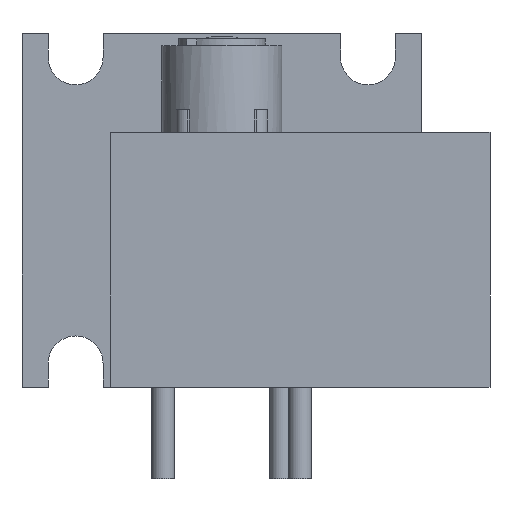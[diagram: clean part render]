
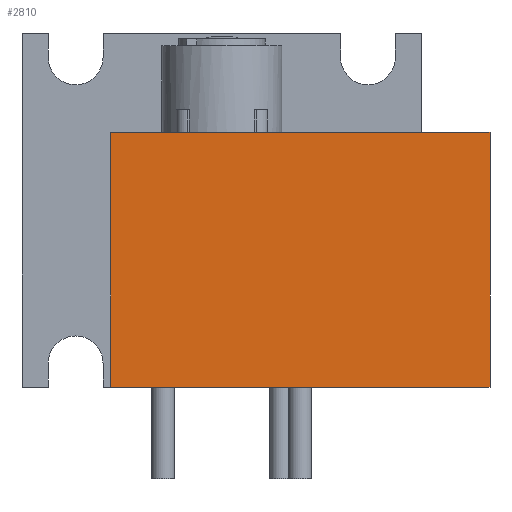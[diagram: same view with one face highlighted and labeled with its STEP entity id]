
A CAD part, front view. The second image highlights one B-rep face of the part: STEP entity #2810.
In plain terms, the highlighted planar face has unit normal (0, -1, 0).
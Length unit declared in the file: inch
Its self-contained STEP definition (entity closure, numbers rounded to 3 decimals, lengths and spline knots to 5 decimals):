
#299 = LINE ( 'NONE', #4420, #6322 ) ;
#616 = PLANE ( 'NONE',  #1560 ) ;
#1028 = DIRECTION ( 'NONE',  ( -1., 0., 0. ) ) ;
#1033 = DIRECTION ( 'NONE',  ( 1., 0., 0. ) ) ;
#1049 = CARTESIAN_POINT ( 'NONE',  ( -0.24277, -0.71, 0.1705 ) ) ;
#1096 = CARTESIAN_POINT ( 'NONE',  ( -0.24277, -0.71, 0.1705 ) ) ;
#1560 = AXIS2_PLACEMENT_3D ( 'NONE', #1096, #5548, #1033 ) ;
#1627 = LINE ( 'NONE', #6014, #3822 ) ;
#1748 = DIRECTION ( 'NONE',  ( 0., 0., -1. ) ) ;
#2056 = DIRECTION ( 'NONE',  ( -1., 0., 0. ) ) ;
#2141 = EDGE_CURVE ( 'NONE', #3452, #3358, #1627, .T. ) ;
#2175 = VECTOR ( 'NONE', #5202, 39.37008 ) ;
#2426 = ORIENTED_EDGE ( 'NONE', *, *, #4750, .T. ) ;
#2497 = EDGE_LOOP ( 'NONE', ( #2622, #3755, #3981, #2426 ) ) ;
#2547 = EDGE_CURVE ( 'NONE', #6420, #5640, #299, .T. ) ;
#2622 = ORIENTED_EDGE ( 'NONE', *, *, #2547, .F. ) ;
#2810 = ADVANCED_FACE ( 'NONE', ( #3718 ), #616, .T. ) ;
#3358 = VERTEX_POINT ( 'NONE', #1049 ) ;
#3452 = VERTEX_POINT ( 'NONE', #5015 ) ;
#3718 = FACE_OUTER_BOUND ( 'NONE', #2497, .T. ) ;
#3740 = CARTESIAN_POINT ( 'NONE',  ( 0.58723, -0.71, 0.1705 ) ) ;
#3755 = ORIENTED_EDGE ( 'NONE', *, *, #5891, .F. ) ;
#3822 = VECTOR ( 'NONE', #2056, 39.37008 ) ;
#3981 = ORIENTED_EDGE ( 'NONE', *, *, #2141, .T. ) ;
#4239 = CARTESIAN_POINT ( 'NONE',  ( -0.24277, -0.71, 0.1705 ) ) ;
#4327 = VECTOR ( 'NONE', #1748, 39.37008 ) ;
#4420 = CARTESIAN_POINT ( 'NONE',  ( -0.24277, -0.71, -0.3875 ) ) ;
#4750 = EDGE_CURVE ( 'NONE', #3358, #5640, #5709, .T. ) ;
#5015 = CARTESIAN_POINT ( 'NONE',  ( 0.58723, -0.71, 0.1705 ) ) ;
#5202 = DIRECTION ( 'NONE',  ( 0., 0., -1. ) ) ;
#5548 = DIRECTION ( 'NONE',  ( 0., -1., 0. ) ) ;
#5640 = VERTEX_POINT ( 'NONE', #5935 ) ;
#5709 = LINE ( 'NONE', #4239, #2175 ) ;
#5721 = CARTESIAN_POINT ( 'NONE',  ( 0.58723, -0.71, -0.3875 ) ) ;
#5891 = EDGE_CURVE ( 'NONE', #3452, #6420, #6299, .T. ) ;
#5935 = CARTESIAN_POINT ( 'NONE',  ( -0.24277, -0.71, -0.3875 ) ) ;
#6014 = CARTESIAN_POINT ( 'NONE',  ( -0.24277, -0.71, 0.1705 ) ) ;
#6299 = LINE ( 'NONE', #3740, #4327 ) ;
#6322 = VECTOR ( 'NONE', #1028, 39.37008 ) ;
#6420 = VERTEX_POINT ( 'NONE', #5721 ) ;
